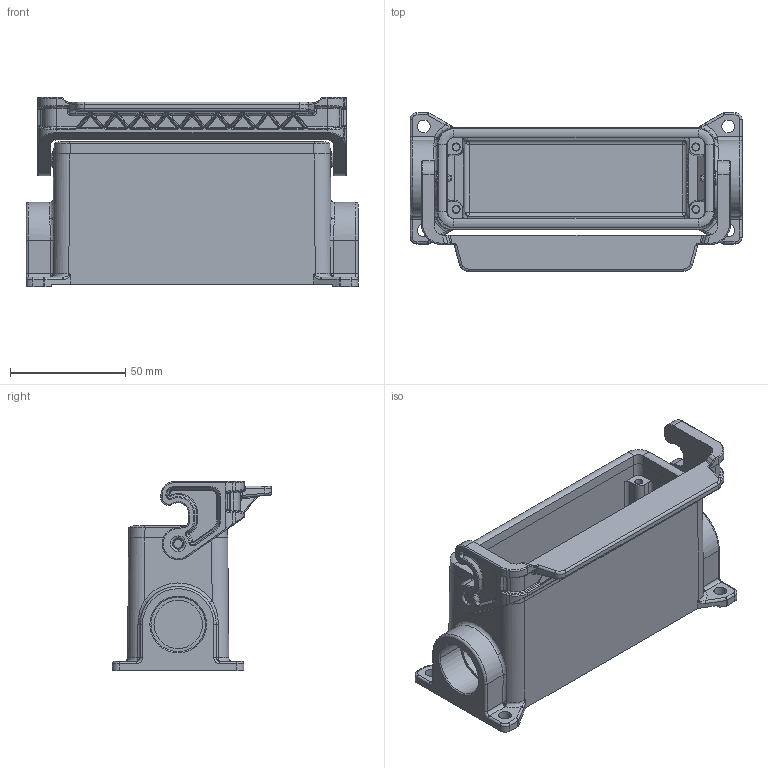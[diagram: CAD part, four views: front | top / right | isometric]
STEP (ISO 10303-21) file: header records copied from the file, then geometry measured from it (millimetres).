
FILE_DESCRIPTION(('Creo Elements/Direct Modeling STEP Export'),'2;1');
FILE_NAME('0ln7uvk5tno4prr968','2023-11-15T16:19:14',(''),(''),'Creo Elements/Direct Modeling STEP processor for AP214 (Solid Model)','Creo Elements/Direct Modeling 20.1B 02-Apr-2019 (C) Parametric Technology GmbH','');
FILE_SCHEMA(('AUTOMOTIVE_DESIGN { 1 0 10303 214 1 1 1 1 }'));
Products named in the file (2): JMPP 24 L25
Assembly tree (1 placements, depth 2):
  JMPP 24 L25
    JMPP 24 L25
Bounding box: 144 x 69 x 82 mm (x, y, z)
Volume: 139623.3 mm3; surface area: 65854.6 mm2
Topology: 1 solids, 1 shells, 928 faces, 2270 edges, 1326 vertices
Faces by surface type: cylinder 384, bspline 212, plane 197, torus 73, cone 34, sphere 28
Entity records: 93132 total; most frequent: CARTESIAN_POINT 66748, ORIENTED_EDGE 4480, DIRECTION 3253, EDGE_CURVE 2240, VERTEX_POINT 1326, AXIS2_PLACEMENT_3D 1177, EDGE_LOOP 952, COLOUR_RGB 929
